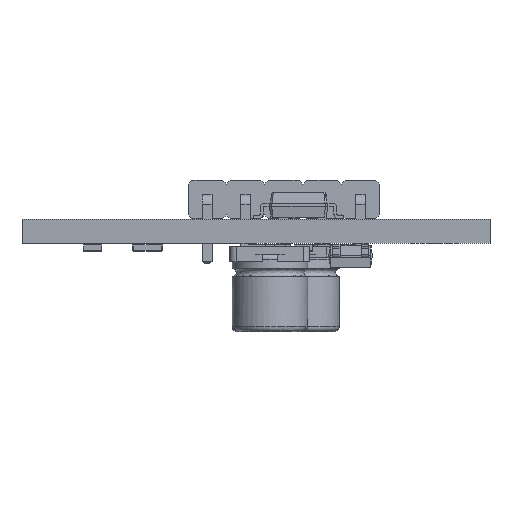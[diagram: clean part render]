
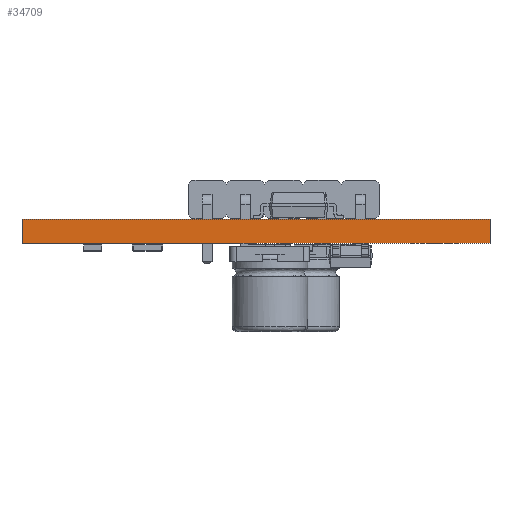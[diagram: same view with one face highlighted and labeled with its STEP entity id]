
A CAD part, left-side view. The second image highlights one B-rep face of the part: STEP entity #34709.
In plain terms, the highlighted planar face has unit normal (-1, 0, 0).
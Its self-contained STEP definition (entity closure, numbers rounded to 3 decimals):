
#34593 = EDGE_CURVE('',#34594,#34596,#34598,.T.);
#34594 = VERTEX_POINT('',#34595);
#34595 = CARTESIAN_POINT('',(93.98,-62.802,0.));
#34596 = VERTEX_POINT('',#34597);
#34597 = CARTESIAN_POINT('',(93.98,-62.802,1.6));
#34598 = SURFACE_CURVE('',#34599,(#34603,#34615),.PCURVE_S1.);
#34599 = LINE('',#34600,#34601);
#34600 = CARTESIAN_POINT('',(93.98,-62.802,0.));
#34601 = VECTOR('',#34602,1.);
#34602 = DIRECTION('',(0.,0.,1.));
#34603 = PCURVE('',#34604,#34609);
#34604 = PLANE('',#34605);
#34605 = AXIS2_PLACEMENT_3D('',#34606,#34607,#34608);
#34606 = CARTESIAN_POINT('',(93.98,-62.802,0.));
#34607 = DIRECTION('',(0.,1.,0.));
#34608 = DIRECTION('',(1.,0.,0.));
#34609 = DEFINITIONAL_REPRESENTATION('',(#34610),#34614);
#34610 = LINE('',#34611,#34612);
#34611 = CARTESIAN_POINT('',(0.,0.));
#34612 = VECTOR('',#34613,1.);
#34613 = DIRECTION('',(0.,-1.));
#34614 = ( GEOMETRIC_REPRESENTATION_CONTEXT(2) 
PARAMETRIC_REPRESENTATION_CONTEXT() REPRESENTATION_CONTEXT('2D SPACE',''
  ) );
#34615 = PCURVE('',#34616,#34621);
#34616 = PLANE('',#34617);
#34617 = AXIS2_PLACEMENT_3D('',#34618,#34619,#34620);
#34618 = CARTESIAN_POINT('',(93.98,-31.75,0.));
#34619 = DIRECTION('',(1.,0.,-0.));
#34620 = DIRECTION('',(0.,-1.,0.));
#34621 = DEFINITIONAL_REPRESENTATION('',(#34622),#34626);
#34622 = LINE('',#34623,#34624);
#34623 = CARTESIAN_POINT('',(31.052,0.));
#34624 = VECTOR('',#34625,1.);
#34625 = DIRECTION('',(0.,-1.));
#34626 = ( GEOMETRIC_REPRESENTATION_CONTEXT(2) 
PARAMETRIC_REPRESENTATION_CONTEXT() REPRESENTATION_CONTEXT('2D SPACE',''
  ) );
#34644 = PLANE('',#34645);
#34645 = AXIS2_PLACEMENT_3D('',#34646,#34647,#34648);
#34646 = CARTESIAN_POINT('',(107.029,-47.276,1.6));
#34647 = DIRECTION('',(0.,0.,1.));
#34648 = DIRECTION('',(1.,0.,-0.));
#34698 = PLANE('',#34699);
#34699 = AXIS2_PLACEMENT_3D('',#34700,#34701,#34702);
#34700 = CARTESIAN_POINT('',(107.029,-47.276,0.));
#34701 = DIRECTION('',(0.,0.,1.));
#34702 = DIRECTION('',(1.,0.,-0.));
#34709 = ADVANCED_FACE('',(#34710),#34616,.F.);
#34710 = FACE_BOUND('',#34711,.F.);
#34711 = EDGE_LOOP('',(#34712,#34742,#34763,#34764));
#34712 = ORIENTED_EDGE('',*,*,#34713,.T.);
#34713 = EDGE_CURVE('',#34714,#34716,#34718,.T.);
#34714 = VERTEX_POINT('',#34715);
#34715 = CARTESIAN_POINT('',(93.98,-31.75,0.));
#34716 = VERTEX_POINT('',#34717);
#34717 = CARTESIAN_POINT('',(93.98,-31.75,1.6));
#34718 = SURFACE_CURVE('',#34719,(#34723,#34730),.PCURVE_S1.);
#34719 = LINE('',#34720,#34721);
#34720 = CARTESIAN_POINT('',(93.98,-31.75,0.));
#34721 = VECTOR('',#34722,1.);
#34722 = DIRECTION('',(0.,0.,1.));
#34723 = PCURVE('',#34616,#34724);
#34724 = DEFINITIONAL_REPRESENTATION('',(#34725),#34729);
#34725 = LINE('',#34726,#34727);
#34726 = CARTESIAN_POINT('',(0.,0.));
#34727 = VECTOR('',#34728,1.);
#34728 = DIRECTION('',(0.,-1.));
#34729 = ( GEOMETRIC_REPRESENTATION_CONTEXT(2) 
PARAMETRIC_REPRESENTATION_CONTEXT() REPRESENTATION_CONTEXT('2D SPACE',''
  ) );
#34730 = PCURVE('',#34731,#34736);
#34731 = PLANE('',#34732);
#34732 = AXIS2_PLACEMENT_3D('',#34733,#34734,#34735);
#34733 = CARTESIAN_POINT('',(120.079,-31.75,0.));
#34734 = DIRECTION('',(0.,-1.,0.));
#34735 = DIRECTION('',(-1.,0.,0.));
#34736 = DEFINITIONAL_REPRESENTATION('',(#34737),#34741);
#34737 = LINE('',#34738,#34739);
#34738 = CARTESIAN_POINT('',(26.099,0.));
#34739 = VECTOR('',#34740,1.);
#34740 = DIRECTION('',(0.,-1.));
#34741 = ( GEOMETRIC_REPRESENTATION_CONTEXT(2) 
PARAMETRIC_REPRESENTATION_CONTEXT() REPRESENTATION_CONTEXT('2D SPACE',''
  ) );
#34742 = ORIENTED_EDGE('',*,*,#34743,.T.);
#34743 = EDGE_CURVE('',#34716,#34596,#34744,.T.);
#34744 = SURFACE_CURVE('',#34745,(#34749,#34756),.PCURVE_S1.);
#34745 = LINE('',#34746,#34747);
#34746 = CARTESIAN_POINT('',(93.98,-31.75,1.6));
#34747 = VECTOR('',#34748,1.);
#34748 = DIRECTION('',(0.,-1.,0.));
#34749 = PCURVE('',#34616,#34750);
#34750 = DEFINITIONAL_REPRESENTATION('',(#34751),#34755);
#34751 = LINE('',#34752,#34753);
#34752 = CARTESIAN_POINT('',(0.,-1.6));
#34753 = VECTOR('',#34754,1.);
#34754 = DIRECTION('',(1.,0.));
#34755 = ( GEOMETRIC_REPRESENTATION_CONTEXT(2) 
PARAMETRIC_REPRESENTATION_CONTEXT() REPRESENTATION_CONTEXT('2D SPACE',''
  ) );
#34756 = PCURVE('',#34644,#34757);
#34757 = DEFINITIONAL_REPRESENTATION('',(#34758),#34762);
#34758 = LINE('',#34759,#34760);
#34759 = CARTESIAN_POINT('',(-13.049,15.526));
#34760 = VECTOR('',#34761,1.);
#34761 = DIRECTION('',(0.,-1.));
#34762 = ( GEOMETRIC_REPRESENTATION_CONTEXT(2) 
PARAMETRIC_REPRESENTATION_CONTEXT() REPRESENTATION_CONTEXT('2D SPACE',''
  ) );
#34763 = ORIENTED_EDGE('',*,*,#34593,.F.);
#34764 = ORIENTED_EDGE('',*,*,#34765,.F.);
#34765 = EDGE_CURVE('',#34714,#34594,#34766,.T.);
#34766 = SURFACE_CURVE('',#34767,(#34771,#34778),.PCURVE_S1.);
#34767 = LINE('',#34768,#34769);
#34768 = CARTESIAN_POINT('',(93.98,-31.75,0.));
#34769 = VECTOR('',#34770,1.);
#34770 = DIRECTION('',(0.,-1.,0.));
#34771 = PCURVE('',#34616,#34772);
#34772 = DEFINITIONAL_REPRESENTATION('',(#34773),#34777);
#34773 = LINE('',#34774,#34775);
#34774 = CARTESIAN_POINT('',(0.,0.));
#34775 = VECTOR('',#34776,1.);
#34776 = DIRECTION('',(1.,0.));
#34777 = ( GEOMETRIC_REPRESENTATION_CONTEXT(2) 
PARAMETRIC_REPRESENTATION_CONTEXT() REPRESENTATION_CONTEXT('2D SPACE',''
  ) );
#34778 = PCURVE('',#34698,#34779);
#34779 = DEFINITIONAL_REPRESENTATION('',(#34780),#34784);
#34780 = LINE('',#34781,#34782);
#34781 = CARTESIAN_POINT('',(-13.049,15.526));
#34782 = VECTOR('',#34783,1.);
#34783 = DIRECTION('',(0.,-1.));
#34784 = ( GEOMETRIC_REPRESENTATION_CONTEXT(2) 
PARAMETRIC_REPRESENTATION_CONTEXT() REPRESENTATION_CONTEXT('2D SPACE',''
  ) );
